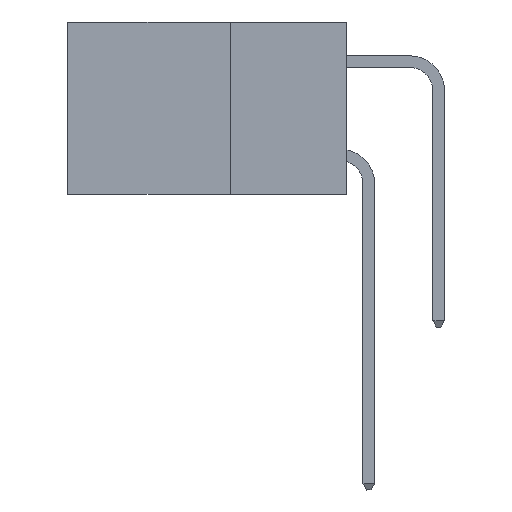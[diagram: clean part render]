
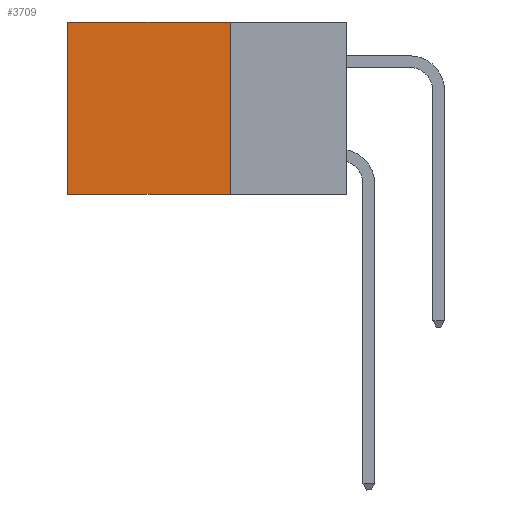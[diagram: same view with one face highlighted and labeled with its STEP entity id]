
A CAD part, left-side view. The second image highlights one B-rep face of the part: STEP entity #3709.
In plain terms, the highlighted planar face has unit normal (-1, 0, 0).
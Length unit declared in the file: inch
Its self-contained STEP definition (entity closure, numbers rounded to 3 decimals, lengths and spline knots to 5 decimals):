
#1315 = LINE ( 'NONE', #21172, #17494 ) ;
#1385 = VERTEX_POINT ( 'NONE', #18636 ) ;
#2586 = DIRECTION ( 'NONE',  ( 0., 1., 0. ) ) ;
#3166 = VERTEX_POINT ( 'NONE', #24648 ) ;
#3709 = ADVANCED_FACE ( 'NONE', ( #25969 ), #22250, .F. ) ;
#3881 = ORIENTED_EDGE ( 'NONE', *, *, #10437, .F. ) ;
#4251 = DIRECTION ( 'NONE',  ( 0., 0., -1. ) ) ;
#4758 = CARTESIAN_POINT ( 'NONE',  ( 0.2875, 0.25, 0. ) ) ;
#6778 = LINE ( 'NONE', #18746, #11659 ) ;
#6995 = VERTEX_POINT ( 'NONE', #10316 ) ;
#7515 = EDGE_CURVE ( 'NONE', #11735, #1385, #21238, .T. ) ;
#8288 = VECTOR ( 'NONE', #20447, 39.37008 ) ;
#9723 = ORIENTED_EDGE ( 'NONE', *, *, #13875, .T. ) ;
#10316 = CARTESIAN_POINT ( 'NONE',  ( 0.2875, 0.6, -0.37 ) ) ;
#10437 = EDGE_CURVE ( 'NONE', #1385, #6995, #1315, .T. ) ;
#11659 = VECTOR ( 'NONE', #4251, 39.37008 ) ;
#11735 = VERTEX_POINT ( 'NONE', #21485 ) ;
#13087 = DIRECTION ( 'NONE',  ( 0., 1., 0. ) ) ;
#13875 = EDGE_CURVE ( 'NONE', #3166, #6995, #6778, .T. ) ;
#13979 = DIRECTION ( 'NONE',  ( 0., 0., -1. ) ) ;
#14420 = EDGE_LOOP ( 'NONE', ( #9723, #3881, #22096, #17811 ) ) ;
#14670 = EDGE_CURVE ( 'NONE', #11735, #3166, #14841, .T. ) ;
#14841 = LINE ( 'NONE', #4758, #25166 ) ;
#17494 = VECTOR ( 'NONE', #2586, 39.37008 ) ;
#17811 = ORIENTED_EDGE ( 'NONE', *, *, #14670, .T. ) ;
#18343 = CARTESIAN_POINT ( 'NONE',  ( 0.2875, 0.25, 0. ) ) ;
#18636 = CARTESIAN_POINT ( 'NONE',  ( 0.2875, 0.25, -0.37 ) ) ;
#18746 = CARTESIAN_POINT ( 'NONE',  ( 0.2875, 0.6, 0. ) ) ;
#20447 = DIRECTION ( 'NONE',  ( 0., 0., -1. ) ) ;
#21163 = AXIS2_PLACEMENT_3D ( 'NONE', #24296, #26334, #13979 ) ;
#21172 = CARTESIAN_POINT ( 'NONE',  ( 0.2875, 0.25, -0.37 ) ) ;
#21238 = LINE ( 'NONE', #18343, #8288 ) ;
#21485 = CARTESIAN_POINT ( 'NONE',  ( 0.2875, 0.25, 0. ) ) ;
#22096 = ORIENTED_EDGE ( 'NONE', *, *, #7515, .F. ) ;
#22250 = PLANE ( 'NONE',  #21163 ) ;
#24296 = CARTESIAN_POINT ( 'NONE',  ( 0.2875, 0.25, 0. ) ) ;
#24648 = CARTESIAN_POINT ( 'NONE',  ( 0.2875, 0.6, 0. ) ) ;
#25166 = VECTOR ( 'NONE', #13087, 39.37008 ) ;
#25969 = FACE_OUTER_BOUND ( 'NONE', #14420, .T. ) ;
#26334 = DIRECTION ( 'NONE',  ( 1., 0., 0. ) ) ;
